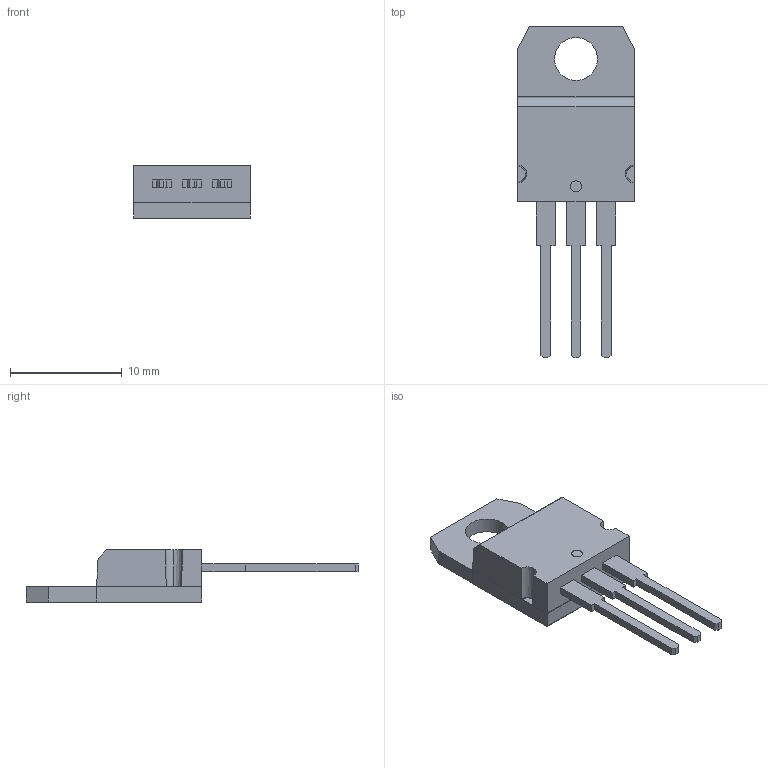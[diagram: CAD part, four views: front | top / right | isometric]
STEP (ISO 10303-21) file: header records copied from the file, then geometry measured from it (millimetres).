
FILE_DESCRIPTION (( 'STEP AP203' ), '1' );
FILE_NAME ('L7805CD2T-TR.STEP', '2021-03-25T08:21:51', ( '' ), ( '' ), 'SwSTEP 2.0', 'SolidWorks 2018', '' );
FILE_SCHEMA (( 'CONFIG_CONTROL_DESIGN' ));
Length unit declared in the file: millimetre
Products named in the file (1): L7805CD2T-TR
Bounding box: 10.43 x 29.75 x 4.72 mm (x, y, z)
Volume: 556.6 mm3; surface area: 1036.8 mm2
Topology: 9 solids, 9 shells, 112 faces, 279 edges, 186 vertices
Faces by surface type: plane 96, cone 12, cylinder 4
Entity records: 3392 total; most frequent: CARTESIAN_POINT 626, ORIENTED_EDGE 558, DIRECTION 529, EDGE_CURVE 279, VECTOR 239, LINE 239, VERTEX_POINT 186, AXIS2_PLACEMENT_3D 145
